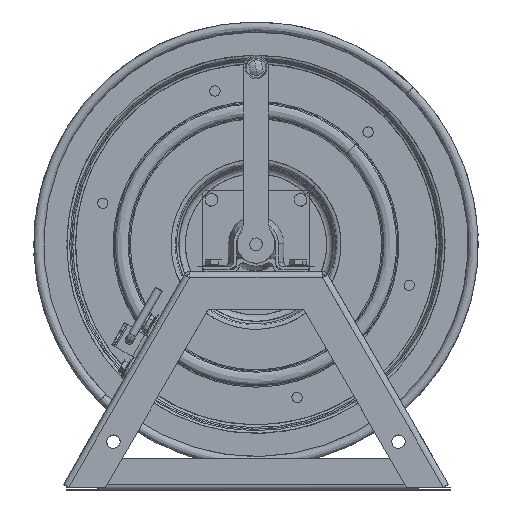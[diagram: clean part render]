
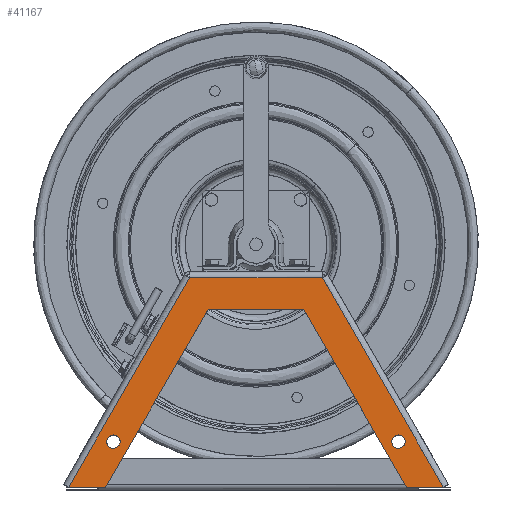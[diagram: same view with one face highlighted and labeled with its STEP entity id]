
A CAD part, front view. The second image highlights one B-rep face of the part: STEP entity #41167.
In plain terms, the highlighted free-form (B-spline) face has degree [1, 1] with [2, 2] control points.
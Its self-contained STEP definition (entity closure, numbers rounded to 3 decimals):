
#40181 = EDGE_CURVE('',#40182,#40184,#40186,.T.);
#40182 = VERTEX_POINT('',#40183);
#40183 = CARTESIAN_POINT('',(-485.516,323.68,
    387.84));
#40184 = VERTEX_POINT('',#40185);
#40185 = CARTESIAN_POINT('',(-473.674,323.68,
    387.84));
#40186 = ( BOUNDED_CURVE() B_SPLINE_CURVE(2,(#40187,#40188,#40189,#40190
,#40191),.UNSPECIFIED.,.F.,.F.) B_SPLINE_CURVE_WITH_KNOTS((3,2,3),(0.,
1.571,3.142),.PIECEWISE_BEZIER_KNOTS.) CURVE() 
GEOMETRIC_REPRESENTATION_ITEM() RATIONAL_B_SPLINE_CURVE((1.,
0.707,1.,0.707,1.)) REPRESENTATION_ITEM('') );
#40187 = CARTESIAN_POINT('',(-485.516,323.68,
    387.84));
#40188 = CARTESIAN_POINT('',(-485.516,323.68,
    393.761));
#40189 = CARTESIAN_POINT('',(-479.595,323.68,
    393.761));
#40190 = CARTESIAN_POINT('',(-473.674,323.68,
    393.761));
#40191 = CARTESIAN_POINT('',(-473.674,323.68,
    387.84));
#40282 = VERTEX_POINT('',#40283);
#40283 = CARTESIAN_POINT('',(-738.164,323.68,
    387.84));
#40288 = EDGE_CURVE('',#40282,#40289,#40291,.T.);
#40289 = VERTEX_POINT('',#40290);
#40290 = CARTESIAN_POINT('',(-726.322,323.68,
    387.84));
#40291 = ( BOUNDED_CURVE() B_SPLINE_CURVE(2,(#40292,#40293,#40294,#40295
,#40296),.UNSPECIFIED.,.F.,.F.) B_SPLINE_CURVE_WITH_KNOTS((3,2,3),(
    3.142,4.712,6.283),
.PIECEWISE_BEZIER_KNOTS.) CURVE() GEOMETRIC_REPRESENTATION_ITEM() 
RATIONAL_B_SPLINE_CURVE((1.,0.707,1.,0.707,1.)) 
REPRESENTATION_ITEM('') );
#40292 = CARTESIAN_POINT('',(-738.164,323.68,
    387.84));
#40293 = CARTESIAN_POINT('',(-738.164,323.68,
    393.761));
#40294 = CARTESIAN_POINT('',(-732.243,323.68,
    393.761));
#40295 = CARTESIAN_POINT('',(-726.322,323.68,
    393.761));
#40296 = CARTESIAN_POINT('',(-726.322,323.68,
    387.84));
#40629 = VERTEX_POINT('',#40630);
#40630 = CARTESIAN_POINT('',(-771.999,323.68,
    347.581));
#40636 = EDGE_CURVE('',#40629,#40637,#40639,.T.);
#40637 = VERTEX_POINT('',#40638);
#40638 = CARTESIAN_POINT('',(-771.612,323.68,
    347.358));
#40639 = B_SPLINE_CURVE_WITH_KNOTS('',1,(#40640,#40641),.UNSPECIFIED.,
  .F.,.F.,(2,2),(0.,0.508),.PIECEWISE_BEZIER_KNOTS.);
#40640 = CARTESIAN_POINT('',(-771.999,323.68,
    347.581));
#40641 = CARTESIAN_POINT('',(-771.612,323.68,
    347.358));
#40686 = EDGE_CURVE('',#40629,#40687,#40689,.T.);
#40687 = VERTEX_POINT('',#40688);
#40688 = CARTESIAN_POINT('',(-664.712,323.68,
    533.184));
#40689 = B_SPLINE_CURVE_WITH_KNOTS('',1,(#40690,#40691),.UNSPECIFIED.,
  .F.,.F.,(2,2),(-102.836,140.863),
  .PIECEWISE_BEZIER_KNOTS.);
#40690 = CARTESIAN_POINT('',(-771.999,323.68,
    347.581));
#40691 = CARTESIAN_POINT('',(-664.809,323.68,
    533.24));
#41111 = EDGE_CURVE('',#41112,#40637,#41114,.T.);
#41112 = VERTEX_POINT('',#41113);
#41113 = CARTESIAN_POINT('',(-739.361,323.68,
    347.358));
#41114 = B_SPLINE_CURVE_WITH_KNOTS('',1,(#41115,#41116),.UNSPECIFIED.,
  .F.,.F.,(2,2),(-36.662,0.),.PIECEWISE_BEZIER_KNOTS.);
#41115 = CARTESIAN_POINT('',(-739.361,323.68,
    347.358));
#41116 = CARTESIAN_POINT('',(-771.612,323.68,
    347.358));
#41167 = ADVANCED_FACE('',(#41168,#41179,#41231),#41242,.F.);
#41168 = FACE_BOUND('',#41169,.T.);
#41169 = EDGE_LOOP('',(#41170,#41178));
#41170 = ORIENTED_EDGE('',*,*,#41171,.F.);
#41171 = EDGE_CURVE('',#40289,#40282,#41172,.T.);
#41172 = ( BOUNDED_CURVE() B_SPLINE_CURVE(2,(#41173,#41174,#41175,#41176
,#41177),.UNSPECIFIED.,.F.,.F.) B_SPLINE_CURVE_WITH_KNOTS((3,2,3),(0.,
1.571,3.142),.PIECEWISE_BEZIER_KNOTS.) CURVE() 
GEOMETRIC_REPRESENTATION_ITEM() RATIONAL_B_SPLINE_CURVE((1.,
0.707,1.,0.707,1.)) REPRESENTATION_ITEM('') );
#41173 = CARTESIAN_POINT('',(-726.322,323.68,
    387.84));
#41174 = CARTESIAN_POINT('',(-726.322,323.68,
    381.919));
#41175 = CARTESIAN_POINT('',(-732.243,323.68,
    381.919));
#41176 = CARTESIAN_POINT('',(-738.164,323.68,
    381.919));
#41177 = CARTESIAN_POINT('',(-738.164,323.68,
    387.84));
#41178 = ORIENTED_EDGE('',*,*,#40288,.F.);
#41179 = FACE_BOUND('',#41180,.T.);
#41180 = EDGE_LOOP('',(#41181,#41182,#41189,#41196,#41203,#41210,#41217,
    #41224,#41229,#41230));
#41181 = ORIENTED_EDGE('',*,*,#40686,.T.);
#41182 = ORIENTED_EDGE('',*,*,#41183,.T.);
#41183 = EDGE_CURVE('',#40687,#41184,#41186,.T.);
#41184 = VERTEX_POINT('',#41185);
#41185 = CARTESIAN_POINT('',(-547.14,323.68,
    533.212));
#41186 = B_SPLINE_CURVE_WITH_KNOTS('',1,(#41187,#41188),.UNSPECIFIED.,
  .F.,.F.,(2,2),(-66.834,66.818),
  .PIECEWISE_BEZIER_KNOTS.);
#41187 = CARTESIAN_POINT('',(-664.712,323.68,
    533.295));
#41188 = CARTESIAN_POINT('',(-547.14,323.68,
    533.295));
#41189 = ORIENTED_EDGE('',*,*,#41190,.T.);
#41190 = EDGE_CURVE('',#41184,#41191,#41193,.T.);
#41191 = VERTEX_POINT('',#41192);
#41192 = CARTESIAN_POINT('',(-439.839,323.68,
    347.581));
#41193 = B_SPLINE_CURVE_WITH_KNOTS('',1,(#41194,#41195),.UNSPECIFIED.,
  .F.,.F.,(2,2),(-89.481,154.254),
  .PIECEWISE_BEZIER_KNOTS.);
#41194 = CARTESIAN_POINT('',(-547.045,323.68,
    533.267));
#41195 = CARTESIAN_POINT('',(-439.839,323.68,
    347.581));
#41196 = ORIENTED_EDGE('',*,*,#41197,.F.);
#41197 = EDGE_CURVE('',#41198,#41191,#41200,.T.);
#41198 = VERTEX_POINT('',#41199);
#41199 = CARTESIAN_POINT('',(-440.226,323.68,
    347.358));
#41200 = B_SPLINE_CURVE_WITH_KNOTS('',1,(#41201,#41202),.UNSPECIFIED.,
  .F.,.F.,(2,2),(0.,0.508),.PIECEWISE_BEZIER_KNOTS.);
#41201 = CARTESIAN_POINT('',(-440.226,323.68,
    347.358));
#41202 = CARTESIAN_POINT('',(-439.839,323.68,
    347.581));
#41203 = ORIENTED_EDGE('',*,*,#41204,.F.);
#41204 = EDGE_CURVE('',#41205,#41198,#41207,.T.);
#41205 = VERTEX_POINT('',#41206);
#41206 = CARTESIAN_POINT('',(-472.477,323.68,
    347.358));
#41207 = B_SPLINE_CURVE_WITH_KNOTS('',1,(#41208,#41209),.UNSPECIFIED.,
  .F.,.F.,(2,2),(39.889,76.551),
  .PIECEWISE_BEZIER_KNOTS.);
#41208 = CARTESIAN_POINT('',(-472.477,323.68,
    347.358));
#41209 = CARTESIAN_POINT('',(-440.226,323.68,
    347.358));
#41210 = ORIENTED_EDGE('',*,*,#41211,.F.);
#41211 = EDGE_CURVE('',#41212,#41205,#41214,.T.);
#41212 = VERTEX_POINT('',#41213);
#41213 = CARTESIAN_POINT('',(-563.583,323.68,
    504.938));
#41214 = B_SPLINE_CURVE_WITH_KNOTS('',1,(#41215,#41216),.UNSPECIFIED.,
  .F.,.F.,(2,2),(-0.256,206.659),
  .PIECEWISE_BEZIER_KNOTS.);
#41215 = CARTESIAN_POINT('',(-563.488,323.68,
    504.993));
#41216 = CARTESIAN_POINT('',(-472.477,323.68,
    347.358));
#41217 = ORIENTED_EDGE('',*,*,#41218,.T.);
#41218 = EDGE_CURVE('',#41212,#41219,#41221,.T.);
#41219 = VERTEX_POINT('',#41220);
#41220 = CARTESIAN_POINT('',(-648.308,323.68,
    504.912));
#41221 = B_SPLINE_CURVE_WITH_KNOTS('',1,(#41222,#41223),.UNSPECIFIED.,
  .F.,.F.,(2,2),(-48.126,48.186),
  .PIECEWISE_BEZIER_KNOTS.);
#41222 = CARTESIAN_POINT('',(-563.583,323.68,
    505.021));
#41223 = CARTESIAN_POINT('',(-648.308,323.68,
    505.021));
#41224 = ORIENTED_EDGE('',*,*,#41225,.F.);
#41225 = EDGE_CURVE('',#41112,#41219,#41226,.T.);
#41226 = B_SPLINE_CURVE_WITH_KNOTS('',1,(#41227,#41228),.UNSPECIFIED.,
  .F.,.F.,(2,2),(0.,206.86),
  .PIECEWISE_BEZIER_KNOTS.);
#41227 = CARTESIAN_POINT('',(-739.361,323.68,
    347.358));
#41228 = CARTESIAN_POINT('',(-648.375,323.68,
    504.951));
#41229 = ORIENTED_EDGE('',*,*,#41111,.T.);
#41230 = ORIENTED_EDGE('',*,*,#40636,.F.);
#41231 = FACE_BOUND('',#41232,.T.);
#41232 = EDGE_LOOP('',(#41233,#41234));
#41233 = ORIENTED_EDGE('',*,*,#40181,.F.);
#41234 = ORIENTED_EDGE('',*,*,#41235,.F.);
#41235 = EDGE_CURVE('',#40184,#40182,#41236,.T.);
#41236 = ( BOUNDED_CURVE() B_SPLINE_CURVE(2,(#41237,#41238,#41239,#41240
,#41241),.UNSPECIFIED.,.F.,.F.) B_SPLINE_CURVE_WITH_KNOTS((3,2,3),(
    3.142,4.712,6.283),
.PIECEWISE_BEZIER_KNOTS.) CURVE() GEOMETRIC_REPRESENTATION_ITEM() 
RATIONAL_B_SPLINE_CURVE((1.,0.707,1.,0.707,1.)) 
REPRESENTATION_ITEM('') );
#41237 = CARTESIAN_POINT('',(-473.674,323.68,
    387.84));
#41238 = CARTESIAN_POINT('',(-473.674,323.68,
    381.919));
#41239 = CARTESIAN_POINT('',(-479.595,323.68,
    381.919));
#41240 = CARTESIAN_POINT('',(-485.516,323.68,
    381.919));
#41241 = CARTESIAN_POINT('',(-485.516,323.68,
    387.84));
#41242 = B_SPLINE_SURFACE_WITH_KNOTS('',1,1,(
    (#41243,#41244)
    ,(#41245,#41246
    )),.UNSPECIFIED.,.F.,.F.,.F.,(2,2),(2,2),(-102.7,
    274.888),(-145.877,65.49),
  .PIECEWISE_BEZIER_KNOTS.);
#41243 = CARTESIAN_POINT('',(-771.999,323.68,
    347.358));
#41244 = CARTESIAN_POINT('',(-771.999,323.68,
    533.295));
#41245 = CARTESIAN_POINT('',(-439.839,323.68,
    347.358));
#41246 = CARTESIAN_POINT('',(-439.839,323.68,
    533.295));
